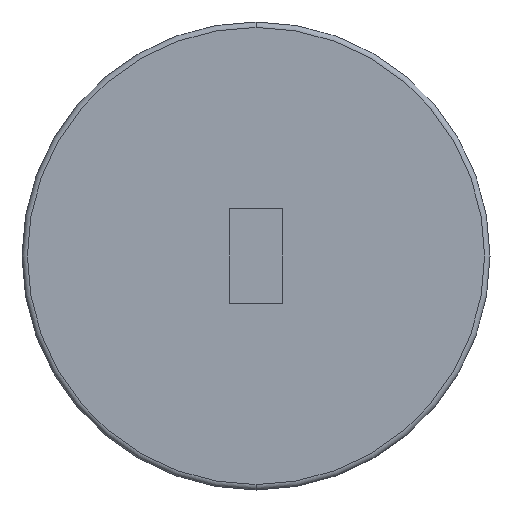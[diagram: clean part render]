
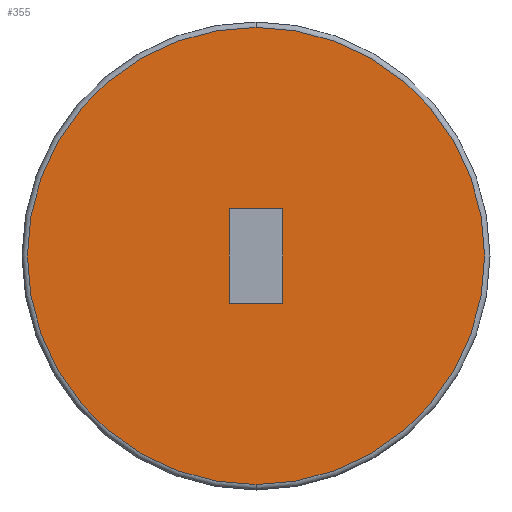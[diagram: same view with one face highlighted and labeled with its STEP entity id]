
A CAD part, front view. The second image highlights one B-rep face of the part: STEP entity #355.
In plain terms, the highlighted planar face has unit normal (0, -1, 0).
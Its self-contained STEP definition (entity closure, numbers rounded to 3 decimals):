
#4 = CARTESIAN_POINT ( 'NONE',  ( 0., 0., 0. ) ) ;
#23 = CARTESIAN_POINT ( 'NONE',  ( -5., 0., -8.75 ) ) ;
#64 = DIRECTION ( 'NONE',  ( 0., -1., 0. ) ) ;
#70 = CARTESIAN_POINT ( 'NONE',  ( -5., 0., 8.75 ) ) ;
#99 = DIRECTION ( 'NONE',  ( 0., 0., -1. ) ) ;
#102 = DIRECTION ( 'NONE',  ( 1., 0., 0. ) ) ;
#124 = EDGE_CURVE ( 'NONE', #442, #1164, #688, .T. ) ;
#141 = EDGE_CURVE ( 'NONE', #331, #1276, #584, .T. ) ;
#145 = EDGE_LOOP ( 'NONE', ( #587, #932 ) ) ;
#157 = ORIENTED_EDGE ( 'NONE', *, *, #1155, .T. ) ;
#162 = CARTESIAN_POINT ( 'NONE',  ( 0., 0., 0. ) ) ;
#181 = DIRECTION ( 'NONE',  ( 0., 0., -1. ) ) ;
#211 = DIRECTION ( 'NONE',  ( 0., -1., 0. ) ) ;
#217 = CARTESIAN_POINT ( 'NONE',  ( 5., 0., -8.75 ) ) ;
#222 = FACE_OUTER_BOUND ( 'NONE', #145, .T. ) ;
#234 = CARTESIAN_POINT ( 'NONE',  ( -5., 0., 8.75 ) ) ;
#238 = EDGE_LOOP ( 'NONE', ( #248, #157, #1032, #555 ) ) ;
#240 = AXIS2_PLACEMENT_3D ( 'NONE', #162, #64, #942 ) ;
#248 = ORIENTED_EDGE ( 'NONE', *, *, #260, .T. ) ;
#251 = VERTEX_POINT ( 'NONE', #217 ) ;
#260 = EDGE_CURVE ( 'NONE', #251, #1252, #1006, .T. ) ;
#264 = VECTOR ( 'NONE', #99, 1000. ) ;
#281 = CARTESIAN_POINT ( 'NONE',  ( -5., 0., -8.75 ) ) ;
#328 = CARTESIAN_POINT ( 'NONE',  ( -5., 0., -8.75 ) ) ;
#331 = VERTEX_POINT ( 'NONE', #1199 ) ;
#355 = ADVANCED_FACE ( 'NONE', ( #222, #592 ), #613, .T. ) ;
#399 = DIRECTION ( 'NONE',  ( 0., -1., 0. ) ) ;
#442 = VERTEX_POINT ( 'NONE', #234 ) ;
#463 = CARTESIAN_POINT ( 'NONE',  ( 0., 0., -42.383 ) ) ;
#465 = EDGE_CURVE ( 'NONE', #1276, #331, #560, .T. ) ;
#521 = CARTESIAN_POINT ( 'NONE',  ( 0., 0., 0. ) ) ;
#555 = ORIENTED_EDGE ( 'NONE', *, *, #822, .T. ) ;
#560 = CIRCLE ( 'NONE', #240, 42.383 ) ;
#584 = CIRCLE ( 'NONE', #723, 42.383 ) ;
#587 = ORIENTED_EDGE ( 'NONE', *, *, #465, .T. ) ;
#592 = FACE_BOUND ( 'NONE', #238, .T. ) ;
#613 = PLANE ( 'NONE',  #1082 ) ;
#618 = VECTOR ( 'NONE', #1115, 1000. ) ;
#688 = LINE ( 'NONE', #70, #1031 ) ;
#723 = AXIS2_PLACEMENT_3D ( 'NONE', #4, #399, #181 ) ;
#822 = EDGE_CURVE ( 'NONE', #1164, #251, #1185, .T. ) ;
#845 = VECTOR ( 'NONE', #982, 1000. ) ;
#899 = CARTESIAN_POINT ( 'NONE',  ( 5., 0., -8.75 ) ) ;
#932 = ORIENTED_EDGE ( 'NONE', *, *, #141, .T. ) ;
#942 = DIRECTION ( 'NONE',  ( 0., 0., -1. ) ) ;
#982 = DIRECTION ( 'NONE',  ( -1., 0., 0. ) ) ;
#1006 = LINE ( 'NONE', #23, #845 ) ;
#1031 = VECTOR ( 'NONE', #102, 1000. ) ;
#1032 = ORIENTED_EDGE ( 'NONE', *, *, #124, .T. ) ;
#1082 = AXIS2_PLACEMENT_3D ( 'NONE', #521, #211, #1104 ) ;
#1104 = DIRECTION ( 'NONE',  ( 0., 0., -1. ) ) ;
#1115 = DIRECTION ( 'NONE',  ( 0., 0., 1. ) ) ;
#1123 = CARTESIAN_POINT ( 'NONE',  ( 5., 0., 8.75 ) ) ;
#1155 = EDGE_CURVE ( 'NONE', #1252, #442, #1224, .T. ) ;
#1164 = VERTEX_POINT ( 'NONE', #1123 ) ;
#1185 = LINE ( 'NONE', #899, #264 ) ;
#1199 = CARTESIAN_POINT ( 'NONE',  ( 0., 0., 42.383 ) ) ;
#1224 = LINE ( 'NONE', #328, #618 ) ;
#1252 = VERTEX_POINT ( 'NONE', #281 ) ;
#1276 = VERTEX_POINT ( 'NONE', #463 ) ;
